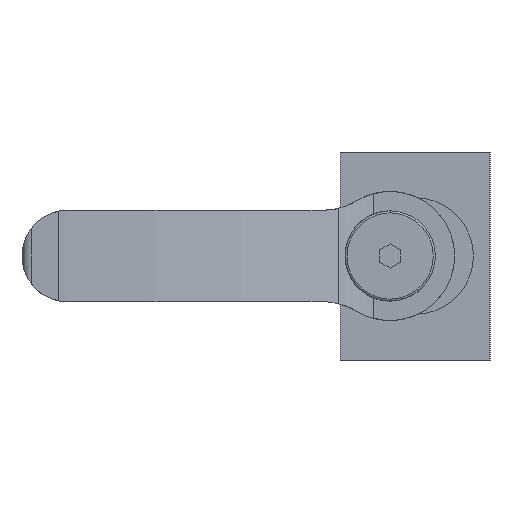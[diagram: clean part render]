
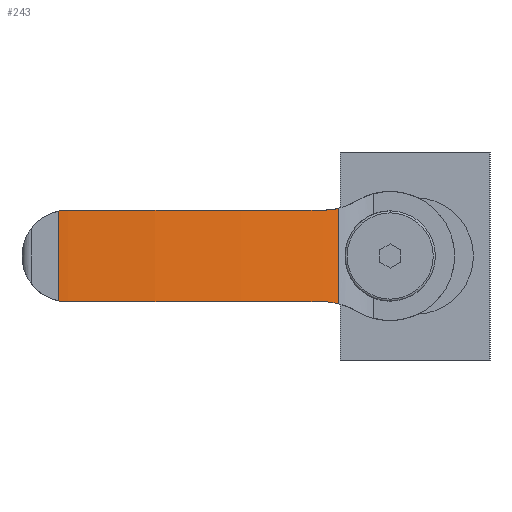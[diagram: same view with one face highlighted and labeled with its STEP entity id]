
A CAD part, left-side view. The second image highlights one B-rep face of the part: STEP entity #243.
In plain terms, the highlighted cylindrical face has radius 87.779 mm (diameter 175.557 mm), a partial arc.
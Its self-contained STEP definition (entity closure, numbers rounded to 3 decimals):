
#226 = ORIENTED_EDGE ( 'NONE', *, *, #568, .F. ) ;
#227 = ORIENTED_EDGE ( 'NONE', *, *, #228, .F. ) ;
#228 = EDGE_CURVE ( 'NONE', #231, #488, #830, .T. ) ;
#229 = EDGE_CURVE ( 'NONE', #554, #687, #336, .T. ) ;
#230 = ORIENTED_EDGE ( 'NONE', *, *, #233, .F. ) ;
#231 = VERTEX_POINT ( 'NONE', #1073 ) ;
#233 = EDGE_CURVE ( 'NONE', #726, #231, #1116, .T. ) ;
#234 = ORIENTED_EDGE ( 'NONE', *, *, #615, .T. ) ;
#235 = ORIENTED_EDGE ( 'NONE', *, *, #245, .T. ) ;
#236 = EDGE_LOOP ( 'NONE', ( #235, #234, #242, #226, #227, #230, #515, #510 ) ) ;
#242 = ORIENTED_EDGE ( 'NONE', *, *, #229, .F. ) ;
#243 = ADVANCED_FACE ( 'NONE', ( #1109 ), #1100, .T. ) ;
#245 = EDGE_CURVE ( 'NONE', #713, #616, #1153, .T. ) ;
#307 = DIRECTION ( 'NONE',  ( 0., -1., 0. ) ) ;
#336 = CIRCLE ( 'NONE', #432, 87.779 ) ;
#410 = DIRECTION ( 'NONE',  ( 0., 0., -1. ) ) ;
#411 = CARTESIAN_POINT ( 'NONE',  ( 39.072, 43.921, -5.5 ) ) ;
#432 = AXIS2_PLACEMENT_3D ( 'NONE', #411, #410, #307 ) ;
#488 = VERTEX_POINT ( 'NONE', #1570 ) ;
#510 = ORIENTED_EDGE ( 'NONE', *, *, #721, .T. ) ;
#515 = ORIENTED_EDGE ( 'NONE', *, *, #733, .F. ) ;
#554 = VERTEX_POINT ( 'NONE', #1707 ) ;
#568 = EDGE_CURVE ( 'NONE', #488, #554, #1782, .T. ) ;
#615 = EDGE_CURVE ( 'NONE', #616, #687, #1938, .T. ) ;
#616 = VERTEX_POINT ( 'NONE', #1896 ) ;
#658 = VERTEX_POINT ( 'NONE', #1964 ) ;
#687 = VERTEX_POINT ( 'NONE', #2119 ) ;
#713 = VERTEX_POINT ( 'NONE', #2055 ) ;
#721 = EDGE_CURVE ( 'NONE', #658, #713, #2144, .T. ) ;
#726 = VERTEX_POINT ( 'NONE', #2150 ) ;
#733 = EDGE_CURVE ( 'NONE', #658, #726, #2105, .T. ) ;
#821 = CARTESIAN_POINT ( 'NONE',  ( -40.817, 7.551, 7.73 ) ) ;
#824 = DIRECTION ( 'NONE',  ( 0., 0., -1. ) ) ;
#825 = VECTOR ( 'NONE', #824, 1000. ) ;
#830 = LINE ( 'NONE', #821, #825 ) ;
#1073 = CARTESIAN_POINT ( 'NONE',  ( -40.817, 7.551, 5.73 ) ) ;
#1093 = DIRECTION ( 'NONE',  ( 0.974, 0.227, 0. ) ) ;
#1094 = DIRECTION ( 'NONE',  ( 0., 0., 1. ) ) ;
#1095 = CARTESIAN_POINT ( 'NONE',  ( 39.072, 43.921, 7.73 ) ) ;
#1100 = CYLINDRICAL_SURFACE ( 'NONE', #1108, 87.779 ) ;
#1108 = AXIS2_PLACEMENT_3D ( 'NONE', #1095, #1094, #1093 ) ;
#1109 = FACE_OUTER_BOUND ( 'NONE', #236, .T. ) ;
#1110 = CARTESIAN_POINT ( 'NONE',  ( -40.817, 7.551, 5.73 ) ) ;
#1111 = CARTESIAN_POINT ( 'NONE',  ( -41.096, 8.164, 5.577 ) ) ;
#1112 = CARTESIAN_POINT ( 'NONE',  ( -41.372, 8.788, 5.5 ) ) ;
#1113 = CARTESIAN_POINT ( 'NONE',  ( -41.643, 9.423, 5.5 ) ) ;
#1116 = B_SPLINE_CURVE_WITH_KNOTS ( 'NONE', 3,
 ( #1113, #1112, #1111, #1110 ),
 .UNSPECIFIED., .F., .F.,
 ( 4, 4 ),
 ( 0., 0.002 ),
 .UNSPECIFIED. ) ;
#1150 = DIRECTION ( 'NONE',  ( 0., 0., -1. ) ) ;
#1151 = VECTOR ( 'NONE', #1150, 1000. ) ;
#1152 = CARTESIAN_POINT ( 'NONE',  ( -48.665, 41.211, 7.73 ) ) ;
#1153 = LINE ( 'NONE', #1152, #1151 ) ;
#1570 = CARTESIAN_POINT ( 'NONE',  ( -40.817, 7.551, -5.73 ) ) ;
#1707 = CARTESIAN_POINT ( 'NONE',  ( -41.643, 9.423, -5.5 ) ) ;
#1776 = CARTESIAN_POINT ( 'NONE',  ( -41.643, 9.423, -5.5 ) ) ;
#1777 = CARTESIAN_POINT ( 'NONE',  ( -41.372, 8.788, -5.5 ) ) ;
#1778 = CARTESIAN_POINT ( 'NONE',  ( -41.096, 8.164, -5.577 ) ) ;
#1779 = CARTESIAN_POINT ( 'NONE',  ( -40.817, 7.551, -5.73 ) ) ;
#1782 = B_SPLINE_CURVE_WITH_KNOTS ( 'NONE', 3,
 ( #1779, #1778, #1777, #1776 ),
 .UNSPECIFIED., .F., .F.,
 ( 4, 4 ),
 ( 0., 0.002 ),
 .UNSPECIFIED. ) ;
#1896 = CARTESIAN_POINT ( 'NONE',  ( -48.665, 41.211, -5.389 ) ) ;
#1934 = CARTESIAN_POINT ( 'NONE',  ( -48.624, 40.111, -5.5 ) ) ;
#1935 = CARTESIAN_POINT ( 'NONE',  ( -48.64, 40.481, -5.5 ) ) ;
#1936 = CARTESIAN_POINT ( 'NONE',  ( -48.653, 40.848, -5.463 ) ) ;
#1937 = CARTESIAN_POINT ( 'NONE',  ( -48.665, 41.211, -5.389 ) ) ;
#1938 = B_SPLINE_CURVE_WITH_KNOTS ( 'NONE', 3,
 ( #1937, #1936, #1935, #1934 ),
 .UNSPECIFIED., .F., .F.,
 ( 4, 4 ),
 ( 0., 0.001 ),
 .UNSPECIFIED. ) ;
#1964 = CARTESIAN_POINT ( 'NONE',  ( -48.624, 40.111, 5.5 ) ) ;
#2055 = CARTESIAN_POINT ( 'NONE',  ( -48.665, 41.211, 5.389 ) ) ;
#2105 = CIRCLE ( 'NONE', #2138, 87.779 ) ;
#2119 = CARTESIAN_POINT ( 'NONE',  ( -48.624, 40.111, -5.5 ) ) ;
#2136 = CARTESIAN_POINT ( 'NONE',  ( 39.072, 43.921, 5.5 ) ) ;
#2138 = AXIS2_PLACEMENT_3D ( 'NONE', #2136, #2176, #2175 ) ;
#2140 = CARTESIAN_POINT ( 'NONE',  ( -48.665, 41.211, 5.389 ) ) ;
#2141 = CARTESIAN_POINT ( 'NONE',  ( -48.653, 40.848, 5.463 ) ) ;
#2142 = CARTESIAN_POINT ( 'NONE',  ( -48.64, 40.481, 5.5 ) ) ;
#2143 = CARTESIAN_POINT ( 'NONE',  ( -48.624, 40.111, 5.5 ) ) ;
#2144 = B_SPLINE_CURVE_WITH_KNOTS ( 'NONE', 3,
 ( #2143, #2142, #2141, #2140 ),
 .UNSPECIFIED., .F., .F.,
 ( 4, 4 ),
 ( 0., 0.001 ),
 .UNSPECIFIED. ) ;
#2150 = CARTESIAN_POINT ( 'NONE',  ( -41.643, 9.423, 5.5 ) ) ;
#2175 = DIRECTION ( 'NONE',  ( 0., 1., 0. ) ) ;
#2176 = DIRECTION ( 'NONE',  ( 0., 0., 1. ) ) ;
